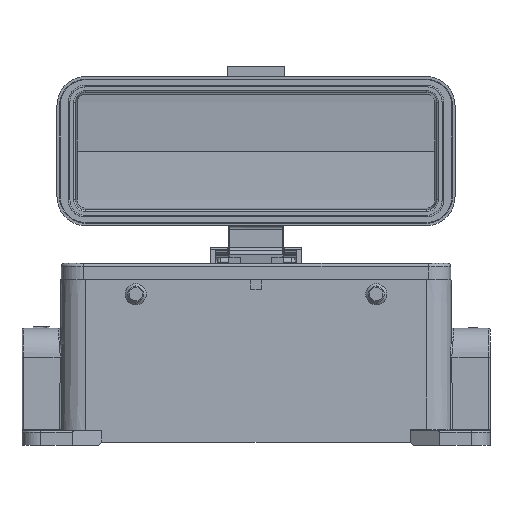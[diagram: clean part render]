
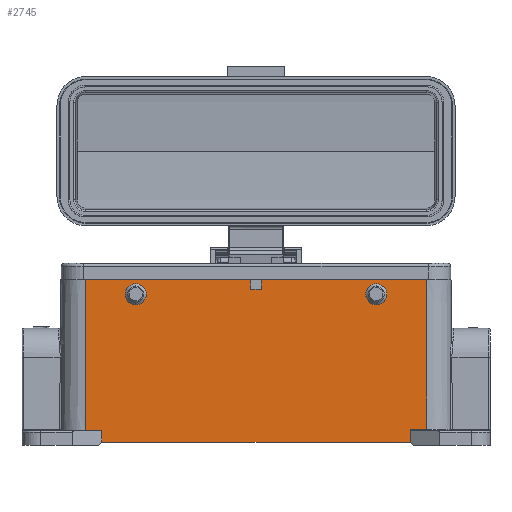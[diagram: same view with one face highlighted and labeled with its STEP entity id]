
A CAD part, left-side view. The second image highlights one B-rep face of the part: STEP entity #2745.
In plain terms, the highlighted planar face has unit normal (-1, 0, 0.009).
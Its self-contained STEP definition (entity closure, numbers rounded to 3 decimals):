
#685=FACE_BOUND('',#6327,.T.);
#686=FACE_BOUND('',#6328,.T.);
#687=FACE_BOUND('',#6329,.T.);
#814=ELLIPSE('',#27245,1.5,1.5);
#815=ELLIPSE('',#27246,1.5,1.5);
#2745=ADVANCED_FACE('',(#685,#686,#687),#4155,.T.);
#4155=PLANE('',#27247);
#6327=EDGE_LOOP('',(#10557));
#6328=EDGE_LOOP('',(#10558));
#6329=EDGE_LOOP('',(#10559,#10560,#10561,#10562,#10563,#10564,#10565,#10566,
#10567,#10568,#10569,#10570));
#10557=ORIENTED_EDGE('',*,*,#20286,.T.);
#10558=ORIENTED_EDGE('',*,*,#20287,.T.);
#10559=ORIENTED_EDGE('',*,*,#20274,.T.);
#10560=ORIENTED_EDGE('',*,*,#20288,.T.);
#10561=ORIENTED_EDGE('',*,*,#20289,.T.);
#10562=ORIENTED_EDGE('',*,*,#19874,.T.);
#10563=ORIENTED_EDGE('',*,*,#20290,.F.);
#10564=ORIENTED_EDGE('',*,*,#20291,.T.);
#10565=ORIENTED_EDGE('',*,*,#19991,.T.);
#10566=ORIENTED_EDGE('',*,*,#19998,.F.);
#10567=ORIENTED_EDGE('',*,*,#20010,.F.);
#10568=ORIENTED_EDGE('',*,*,#20013,.T.);
#10569=ORIENTED_EDGE('',*,*,#20244,.T.);
#10570=ORIENTED_EDGE('',*,*,#20285,.T.);
#17219=VERTEX_POINT('',#36965);
#17220=VERTEX_POINT('',#36967);
#17296=VERTEX_POINT('',#37424);
#17297=VERTEX_POINT('',#37426);
#17301=VERTEX_POINT('',#37438);
#17308=VERTEX_POINT('',#37469);
#17310=VERTEX_POINT('',#37474);
#17463=VERTEX_POINT('',#38186);
#17478=VERTEX_POINT('',#38340);
#17479=VERTEX_POINT('',#38342);
#17484=VERTEX_POINT('',#38369);
#17485=VERTEX_POINT('',#38371);
#17486=VERTEX_POINT('',#38373);
#17487=VERTEX_POINT('',#38376);
#19874=EDGE_CURVE('',#17220,#17219,#23683,.T.);
#19991=EDGE_CURVE('',#17297,#17296,#23738,.T.);
#19998=EDGE_CURVE('',#17301,#17296,#23743,.T.);
#20010=EDGE_CURVE('',#17308,#17301,#23751,.T.);
#20013=EDGE_CURVE('',#17308,#17310,#23754,.T.);
#20244=EDGE_CURVE('',#17310,#17463,#23895,.T.);
#20274=EDGE_CURVE('',#17479,#17478,#23910,.T.);
#20285=EDGE_CURVE('',#17463,#17479,#23913,.T.);
#20286=EDGE_CURVE('',#17484,#17484,#814,.T.);
#20287=EDGE_CURVE('',#17485,#17485,#815,.T.);
#20288=EDGE_CURVE('',#17478,#17486,#23914,.T.);
#20289=EDGE_CURVE('',#17486,#17220,#23915,.T.);
#20290=EDGE_CURVE('',#17487,#17219,#23916,.T.);
#20291=EDGE_CURVE('',#17487,#17297,#23917,.T.);
#23683=LINE('',#36966,#25326);
#23738=LINE('',#37425,#25381);
#23743=LINE('',#37439,#25386);
#23751=LINE('',#37468,#25394);
#23754=LINE('',#37475,#25397);
#23895=LINE('',#38187,#25538);
#23910=LINE('',#38341,#25553);
#23913=LINE('',#38366,#25556);
#23914=LINE('',#38372,#25557);
#23915=LINE('',#38374,#25558);
#23916=LINE('',#38375,#25559);
#23917=LINE('',#38377,#25560);
#25326=VECTOR('',#29974,1.);
#25381=VECTOR('',#30187,1.);
#25386=VECTOR('',#30200,1.);
#25394=VECTOR('',#30226,1.);
#25397=VECTOR('',#30231,1.);
#25538=VECTOR('',#30614,1.);
#25553=VECTOR('',#30667,1.);
#25556=VECTOR('',#30696,1.);
#25557=VECTOR('',#30703,1.);
#25558=VECTOR('',#30704,1.);
#25559=VECTOR('',#30705,1.);
#25560=VECTOR('',#30706,1.);
#27245=AXIS2_PLACEMENT_3D('',#38368,#30699,#30700);
#27246=AXIS2_PLACEMENT_3D('',#38370,#30701,#30702);
#27247=AXIS2_PLACEMENT_3D('',#38378,#30707,#30708);
#29974=DIRECTION('',(0.,1.,0.));
#30187=DIRECTION('',(-0.009,0.,-1.));
#30200=DIRECTION('',(0.,1.,0.));
#30226=DIRECTION('',(0.009,0.,1.));
#30231=DIRECTION('',(0.,-1.,0.));
#30614=DIRECTION('',(0.009,0.,1.));
#30667=DIRECTION('',(0.009,0.,1.));
#30696=DIRECTION('',(0.,-1.,0.));
#30699=DIRECTION('',(1.,0.,-0.009));
#30700=DIRECTION('',(-0.009,0.,-1.));
#30701=DIRECTION('',(1.,0.,-0.009));
#30702=DIRECTION('',(-0.009,0.,-1.));
#30703=DIRECTION('',(0.,1.,0.));
#30704=DIRECTION('',(-0.009,0.,-1.));
#30705=DIRECTION('',(-0.009,0.,-1.));
#30706=DIRECTION('',(0.,1.,0.));
#30707=DIRECTION('',(-1.,0.,0.009));
#30708=DIRECTION('',(0.,1.,0.));
#36965=CARTESIAN_POINT('',(-21.526,1.6,48.));
#36966=CARTESIAN_POINT('',(-21.526,-1.6,48.));
#36967=CARTESIAN_POINT('',(-21.526,-1.6,48.));
#37424=CARTESIAN_POINT('',(-21.906,52.5,4.5));
#37425=CARTESIAN_POINT('',(-21.5,52.5,51.));
#37426=CARTESIAN_POINT('',(-21.5,52.5,51.));
#37438=CARTESIAN_POINT('',(-21.906,47.5,4.5));
#37439=CARTESIAN_POINT('',(-21.906,47.5,4.5));
#37468=CARTESIAN_POINT('',(-21.936,47.5,1.));
#37469=CARTESIAN_POINT('',(-21.936,47.5,1.));
#37474=CARTESIAN_POINT('',(-21.936,-47.5,1.));
#37475=CARTESIAN_POINT('',(-21.936,47.5,1.));
#38186=CARTESIAN_POINT('',(-21.901,-47.5,4.996));
#38187=CARTESIAN_POINT('',(-21.936,-47.5,1.));
#38340=CARTESIAN_POINT('',(-21.5,-52.5,51.));
#38341=CARTESIAN_POINT('',(-21.901,-52.5,4.996));
#38342=CARTESIAN_POINT('',(-21.901,-52.5,4.996));
#38366=CARTESIAN_POINT('',(-21.901,-47.5,4.996));
#38368=CARTESIAN_POINT('',(-21.539,37.,46.5));
#38369=CARTESIAN_POINT('',(-21.552,37.,45.));
#38370=CARTESIAN_POINT('',(-21.539,-37.,46.5));
#38371=CARTESIAN_POINT('',(-21.552,-37.,45.));
#38372=CARTESIAN_POINT('',(-21.5,-52.5,51.));
#38373=CARTESIAN_POINT('',(-21.5,-1.6,51.));
#38374=CARTESIAN_POINT('',(-21.5,-1.6,51.));
#38375=CARTESIAN_POINT('',(-21.5,1.6,51.));
#38376=CARTESIAN_POINT('',(-21.5,1.6,51.));
#38377=CARTESIAN_POINT('',(-21.5,1.6,51.));
#38378=CARTESIAN_POINT('',(-21.5,55.148,51.));
